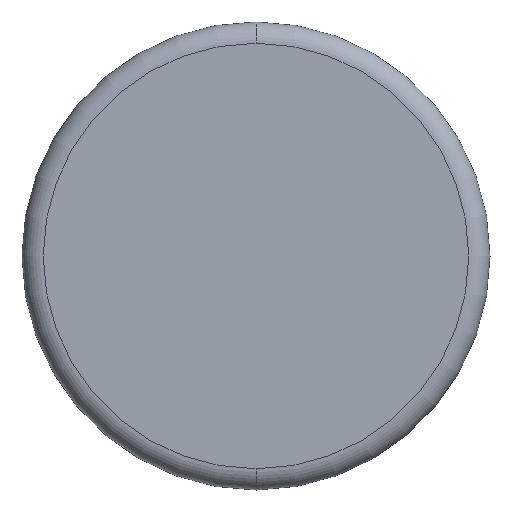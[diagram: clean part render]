
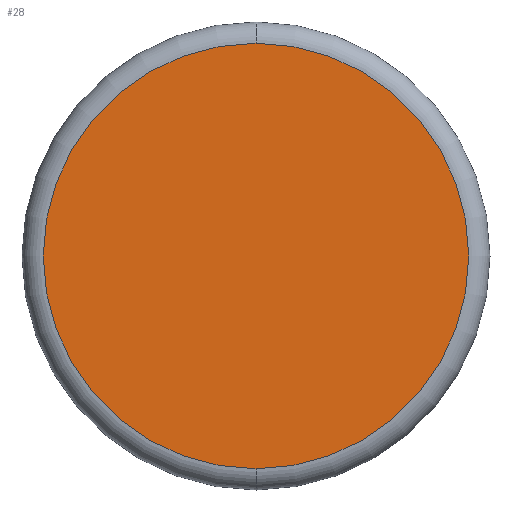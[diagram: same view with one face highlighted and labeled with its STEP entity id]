
A CAD part, front view. The second image highlights one B-rep face of the part: STEP entity #28.
In plain terms, the highlighted planar face has unit normal (0, -1, 0).
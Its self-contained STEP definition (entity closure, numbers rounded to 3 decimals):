
#19 = DIRECTION ( 'NONE',  ( 0., -1., 0. ) ) ;
#20 = DIRECTION ( 'NONE',  ( 0., 1., 0. ) ) ;
#24 = PLANE ( 'NONE',  #73 ) ;
#25 = EDGE_LOOP ( 'NONE', ( #122, #71 ) ) ;
#27 = EDGE_CURVE ( 'NONE', #174, #116, #146, .T. ) ;
#28 = ADVANCED_FACE ( 'NONE', ( #191 ), #24, .F. ) ;
#71 = ORIENTED_EDGE ( 'NONE', *, *, #27, .T. ) ;
#73 = AXIS2_PLACEMENT_3D ( 'NONE', #148, #20, #221 ) ;
#86 = CARTESIAN_POINT ( 'NONE',  ( 0., -20., 200. ) ) ;
#106 = DIRECTION ( 'NONE',  ( 0., 0., 1. ) ) ;
#116 = VERTEX_POINT ( 'NONE', #86 ) ;
#122 = ORIENTED_EDGE ( 'NONE', *, *, #134, .T. ) ;
#123 = CARTESIAN_POINT ( 'NONE',  ( 0., -20., 0. ) ) ;
#130 = CARTESIAN_POINT ( 'NONE',  ( 0., -20., 0. ) ) ;
#134 = EDGE_CURVE ( 'NONE', #116, #174, #170, .T. ) ;
#146 = CIRCLE ( 'NONE', #211, 200. ) ;
#148 = CARTESIAN_POINT ( 'NONE',  ( 0., -20., 0. ) ) ;
#170 = CIRCLE ( 'NONE', #216, 200. ) ;
#174 = VERTEX_POINT ( 'NONE', #175 ) ;
#175 = CARTESIAN_POINT ( 'NONE',  ( 0., -20., -200. ) ) ;
#191 = FACE_OUTER_BOUND ( 'NONE', #25, .T. ) ;
#209 = DIRECTION ( 'NONE',  ( 0., 0., 1. ) ) ;
#211 = AXIS2_PLACEMENT_3D ( 'NONE', #130, #19, #209 ) ;
#216 = AXIS2_PLACEMENT_3D ( 'NONE', #123, #217, #106 ) ;
#217 = DIRECTION ( 'NONE',  ( 0., -1., 0. ) ) ;
#221 = DIRECTION ( 'NONE',  ( 0., 0., 1. ) ) ;
